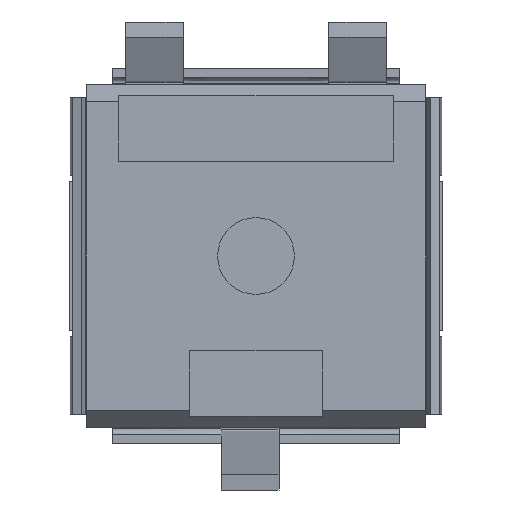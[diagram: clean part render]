
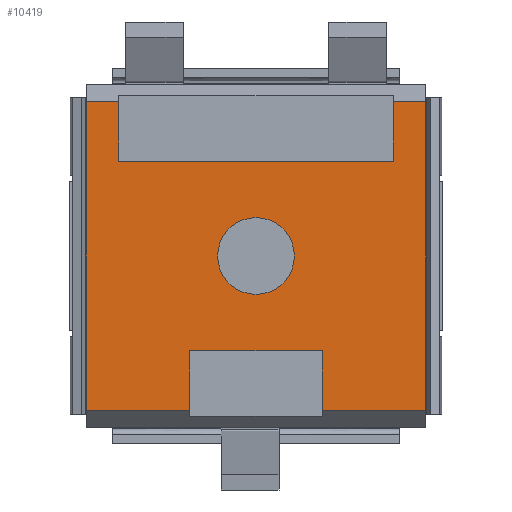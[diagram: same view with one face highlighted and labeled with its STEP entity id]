
A CAD part, front view. The second image highlights one B-rep face of the part: STEP entity #10419.
In plain terms, the highlighted free-form (B-spline) face has degree [1, 1] with [2, 2] control points.
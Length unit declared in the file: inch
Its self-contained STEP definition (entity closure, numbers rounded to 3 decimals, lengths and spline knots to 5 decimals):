
#3382=DIRECTION('',(1.,0.,0.));
#3383=VECTOR('',#3382,0.054);
#3384=CARTESIAN_POINT('',(-0.0885,0.,-0.08046));
#3385=LINE('',#3384,#3383);
#3389=DIRECTION('',(0.,0.,1.));
#3390=VECTOR('',#3389,0.16092);
#3391=CARTESIAN_POINT('',(-0.0885,0.,-0.08046));
#3392=LINE('',#3391,#3390);
#3396=DIRECTION('',(1.,0.,0.));
#3397=VECTOR('',#3396,0.017);
#3398=CARTESIAN_POINT('',(-0.0885,0.,0.08046));
#3399=LINE('',#3398,#3397);
#3403=DIRECTION('',(0.,0.,-1.));
#3404=VECTOR('',#3403,0.03096);
#3405=CARTESIAN_POINT('',(-0.0715,0.,0.08046));
#3406=LINE('',#3405,#3404);
#3410=DIRECTION('',(1.,0.,0.));
#3411=VECTOR('',#3410,0.143);
#3412=CARTESIAN_POINT('',(-0.0715,0.,0.0495));
#3413=LINE('',#3412,#3411);
#3417=DIRECTION('',(0.,0.,-1.));
#3418=VECTOR('',#3417,0.03096);
#3419=CARTESIAN_POINT('',(0.0715,0.,0.08046));
#3420=LINE('',#3419,#3418);
#3424=DIRECTION('',(1.,0.,0.));
#3425=VECTOR('',#3424,0.017);
#3426=CARTESIAN_POINT('',(0.0715,0.,0.08046));
#3427=LINE('',#3426,#3425);
#3431=DIRECTION('',(0.,0.,-1.));
#3432=VECTOR('',#3431,0.16092);
#3433=CARTESIAN_POINT('',(0.0885,0.,0.08046));
#3434=LINE('',#3433,#3432);
#3438=DIRECTION('',(1.,0.,0.));
#3439=VECTOR('',#3438,0.054);
#3440=CARTESIAN_POINT('',(0.0345,0.,-0.08046));
#3441=LINE('',#3440,#3439);
#3445=DIRECTION('',(0.,0.,1.));
#3446=VECTOR('',#3445,0.03096);
#3447=CARTESIAN_POINT('',(0.0345,0.,-0.08046));
#3448=LINE('',#3447,#3446);
#3452=DIRECTION('',(-1.,0.,0.));
#3453=VECTOR('',#3452,0.069);
#3454=CARTESIAN_POINT('',(0.0345,0.,-0.0495));
#3455=LINE('',#3454,#3453);
#3459=DIRECTION('',(0.,0.,1.));
#3460=VECTOR('',#3459,0.03096);
#3461=CARTESIAN_POINT('',(-0.0345,0.,-0.08046));
#3462=LINE('',#3461,#3460);
#3466=CARTESIAN_POINT('',(0.,0.,0.));
#3467=DIRECTION('',(0.,-1.,0.));
#3468=DIRECTION('',(-1.,0.,0.));
#3469=AXIS2_PLACEMENT_3D('',#3466,#3467,#3468);
#3474=CARTESIAN_POINT('',(0.,0.,0.));
#3475=DIRECTION('',(0.,-1.,0.));
#3476=DIRECTION('',(1.,0.,0.));
#3477=AXIS2_PLACEMENT_3D('',#3474,#3475,#3476);
#6875=CARTESIAN_POINT('',(0.0345,0.,-0.0495));
#6876=CARTESIAN_POINT('',(-0.0345,0.,-0.0495));
#6877=VERTEX_POINT('',#6875);
#6878=VERTEX_POINT('',#6876);
#6883=CARTESIAN_POINT('',(-0.0715,0.,0.0495));
#6884=CARTESIAN_POINT('',(0.0715,0.,0.0495));
#6885=VERTEX_POINT('',#6883);
#6886=VERTEX_POINT('',#6884);
#6887=CARTESIAN_POINT('',(-0.0885,0.,-0.08046));
#6888=CARTESIAN_POINT('',(-0.0345,0.,-0.08046));
#6889=VERTEX_POINT('',#6887);
#6890=VERTEX_POINT('',#6888);
#6891=CARTESIAN_POINT('',(0.0345,0.,-0.08046));
#6892=CARTESIAN_POINT('',(0.0885,0.,-0.08046));
#6893=VERTEX_POINT('',#6891);
#6894=VERTEX_POINT('',#6892);
#6895=CARTESIAN_POINT('',(-0.0885,0.,0.08046));
#6896=CARTESIAN_POINT('',(-0.0715,0.,0.08046));
#6897=VERTEX_POINT('',#6895);
#6898=VERTEX_POINT('',#6896);
#6899=CARTESIAN_POINT('',(0.0715,0.,0.08046));
#6900=CARTESIAN_POINT('',(0.0885,0.,0.08046));
#6901=VERTEX_POINT('',#6899);
#6902=VERTEX_POINT('',#6900);
#6931=CARTESIAN_POINT('',(-0.02,0.,0.));
#6932=CARTESIAN_POINT('',(0.02,0.,0.));
#6933=VERTEX_POINT('',#6931);
#6934=VERTEX_POINT('',#6932);
#10386=CARTESIAN_POINT('',(-0.09204,0.,0.08368));
#10387=CARTESIAN_POINT('',(-0.09204,0.,-0.08368));
#10388=CARTESIAN_POINT('',(0.09204,0.,0.08368));
#10389=CARTESIAN_POINT('',(0.09204,0.,-0.08368));
#10390=B_SPLINE_SURFACE_WITH_KNOTS('',1,1,((#10386,#10387),(#10388,#10389)),
.UNSPECIFIED.,.F.,.F.,.F.,(2,2),(2,2),(-0.09204,0.09204),(-0.08368,
0.08368),.UNSPECIFIED.);
#10392=ORIENTED_EDGE('',*,*,#10391,.F.);
#10393=ORIENTED_EDGE('',*,*,#9295,.T.);
#10394=ORIENTED_EDGE('',*,*,#10381,.T.);
#10396=ORIENTED_EDGE('',*,*,#10395,.T.);
#10398=ORIENTED_EDGE('',*,*,#10397,.T.);
#10400=ORIENTED_EDGE('',*,*,#10399,.F.);
#10401=ORIENTED_EDGE('',*,*,#10373,.T.);
#10402=ORIENTED_EDGE('',*,*,#9804,.T.);
#10404=ORIENTED_EDGE('',*,*,#10403,.F.);
#10406=ORIENTED_EDGE('',*,*,#10405,.T.);
#10408=ORIENTED_EDGE('',*,*,#10407,.T.);
#10410=ORIENTED_EDGE('',*,*,#10409,.F.);
#10411=EDGE_LOOP('',(#10392,#10393,#10394,#10396,#10398,#10400,#10401,#10402,
#10404,#10406,#10408,#10410));
#10412=FACE_OUTER_BOUND('',#10411,.F.);
#10414=ORIENTED_EDGE('',*,*,#10413,.T.);
#10416=ORIENTED_EDGE('',*,*,#10415,.T.);
#10417=EDGE_LOOP('',(#10414,#10416));
#10418=FACE_BOUND('',#10417,.F.);
#10419=ADVANCED_FACE('',(#10412,#10418),#10390,.F.);
#3470=CIRCLE('',#3469,0.02);
#3478=CIRCLE('',#3477,0.02);
#9295=EDGE_CURVE('',#6889,#6897,#3392,.T.);
#9804=EDGE_CURVE('',#6902,#6894,#3434,.T.);
#10373=EDGE_CURVE('',#6901,#6902,#3427,.T.);
#10381=EDGE_CURVE('',#6897,#6898,#3399,.T.);
#10391=EDGE_CURVE('',#6889,#6890,#3385,.T.);
#10395=EDGE_CURVE('',#6898,#6885,#3406,.T.);
#10397=EDGE_CURVE('',#6885,#6886,#3413,.T.);
#10399=EDGE_CURVE('',#6901,#6886,#3420,.T.);
#10403=EDGE_CURVE('',#6893,#6894,#3441,.T.);
#10405=EDGE_CURVE('',#6893,#6877,#3448,.T.);
#10407=EDGE_CURVE('',#6877,#6878,#3455,.T.);
#10409=EDGE_CURVE('',#6890,#6878,#3462,.T.);
#10413=EDGE_CURVE('',#6933,#6934,#3470,.T.);
#10415=EDGE_CURVE('',#6934,#6933,#3478,.T.);
